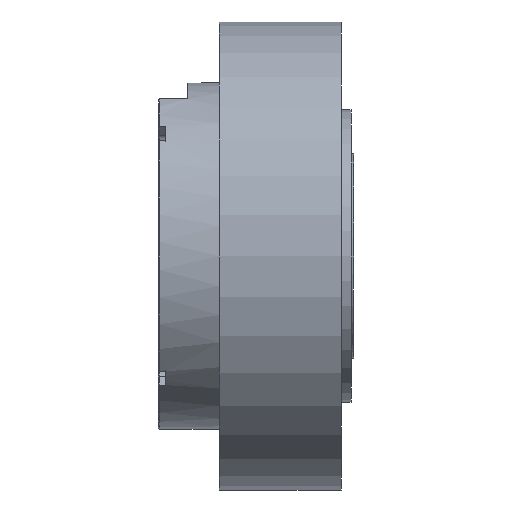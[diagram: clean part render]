
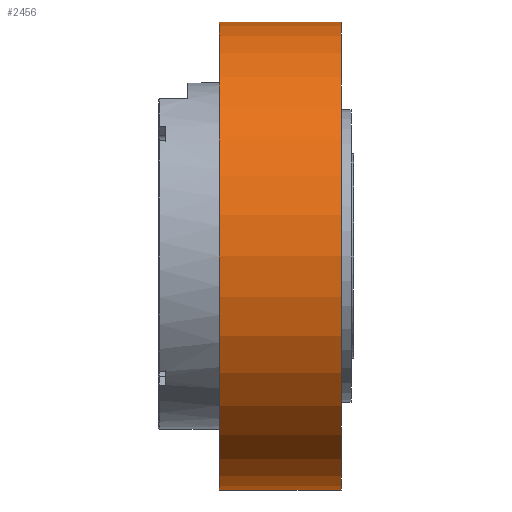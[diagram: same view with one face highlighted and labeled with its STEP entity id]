
A CAD part, left-side view. The second image highlights one B-rep face of the part: STEP entity #2456.
In plain terms, the highlighted cylindrical face has radius 48 mm (diameter 96 mm), a partial arc.
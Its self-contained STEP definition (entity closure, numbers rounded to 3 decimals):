
#25 = CARTESIAN_POINT ( 'NONE',  ( 0., 0., 0. ) ) ;
#120 = VECTOR ( 'NONE', #2149, 1000. ) ;
#176 = DIRECTION ( 'NONE',  ( 0., -1., 0. ) ) ;
#525 = CARTESIAN_POINT ( 'NONE',  ( 0., 25., 48. ) ) ;
#634 = VERTEX_POINT ( 'NONE', #3901 ) ;
#711 = VERTEX_POINT ( 'NONE', #525 ) ;
#738 = EDGE_LOOP ( 'NONE', ( #7478, #6497, #2380, #4138 ) ) ;
#861 = VERTEX_POINT ( 'NONE', #9993 ) ;
#1179 = DIRECTION ( 'NONE',  ( 0., -1., 0. ) ) ;
#1403 = CYLINDRICAL_SURFACE ( 'NONE', #9416, 48. ) ;
#1441 = AXIS2_PLACEMENT_3D ( 'NONE', #6514, #176, #7333 ) ;
#1490 = VECTOR ( 'NONE', #5580, 1000. ) ;
#1680 = DIRECTION ( 'NONE',  ( 0., 0., -1. ) ) ;
#2149 = DIRECTION ( 'NONE',  ( 0., -1., 0. ) ) ;
#2380 = ORIENTED_EDGE ( 'NONE', *, *, #9775, .T. ) ;
#2456 = ADVANCED_FACE ( 'NONE', ( #3752 ), #1403, .T. ) ;
#2474 = LINE ( 'NONE', #8780, #1490 ) ;
#3093 = CARTESIAN_POINT ( 'NONE',  ( 0., 0., -48. ) ) ;
#3279 = CIRCLE ( 'NONE', #8318, 48. ) ;
#3325 = DIRECTION ( 'NONE',  ( 0., 0., -1. ) ) ;
#3752 = FACE_OUTER_BOUND ( 'NONE', #738, .T. ) ;
#3901 = CARTESIAN_POINT ( 'NONE',  ( 0., 0., 48. ) ) ;
#4138 = ORIENTED_EDGE ( 'NONE', *, *, #8914, .F. ) ;
#4852 = EDGE_CURVE ( 'NONE', #711, #634, #9149, .T. ) ;
#5580 = DIRECTION ( 'NONE',  ( 0., -1., 0. ) ) ;
#6497 = ORIENTED_EDGE ( 'NONE', *, *, #8216, .T. ) ;
#6514 = CARTESIAN_POINT ( 'NONE',  ( 0., 25., 0. ) ) ;
#6915 = DIRECTION ( 'NONE',  ( 0., -1., 0. ) ) ;
#7325 = CIRCLE ( 'NONE', #1441, 48. ) ;
#7333 = DIRECTION ( 'NONE',  ( 0., 0., -1. ) ) ;
#7478 = ORIENTED_EDGE ( 'NONE', *, *, #4852, .F. ) ;
#7735 = CARTESIAN_POINT ( 'NONE',  ( 0., 0., 48. ) ) ;
#8157 = CARTESIAN_POINT ( 'NONE',  ( 0., 0., 0. ) ) ;
#8216 = EDGE_CURVE ( 'NONE', #711, #861, #7325, .T. ) ;
#8318 = AXIS2_PLACEMENT_3D ( 'NONE', #25, #6915, #1680 ) ;
#8780 = CARTESIAN_POINT ( 'NONE',  ( 0., 0., -48. ) ) ;
#8914 = EDGE_CURVE ( 'NONE', #634, #9225, #3279, .T. ) ;
#9149 = LINE ( 'NONE', #7735, #120 ) ;
#9225 = VERTEX_POINT ( 'NONE', #3093 ) ;
#9416 = AXIS2_PLACEMENT_3D ( 'NONE', #8157, #1179, #3325 ) ;
#9775 = EDGE_CURVE ( 'NONE', #861, #9225, #2474, .T. ) ;
#9993 = CARTESIAN_POINT ( 'NONE',  ( 0., 25., -48. ) ) ;
